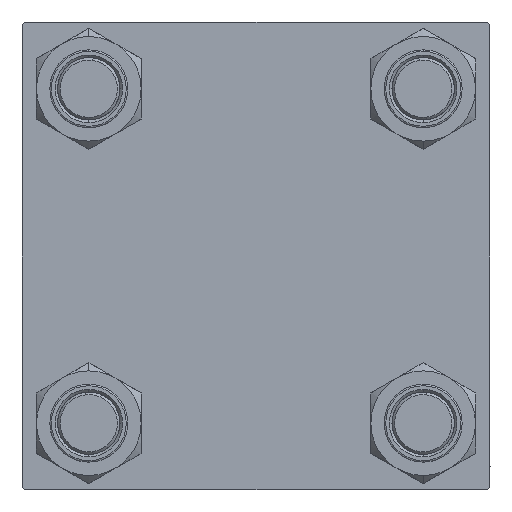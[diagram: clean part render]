
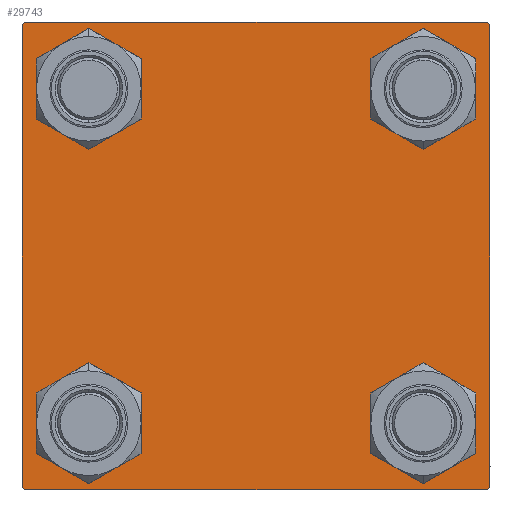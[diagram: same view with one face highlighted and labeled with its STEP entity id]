
A CAD part, left-side view. The second image highlights one B-rep face of the part: STEP entity #29743.
In plain terms, the highlighted planar face has unit normal (-1, 0, 0).
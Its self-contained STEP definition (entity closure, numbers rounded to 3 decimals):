
#269 = AXIS2_PLACEMENT_3D ( 'NONE', #2457, #15192, #25900 ) ;
#455 = CARTESIAN_POINT ( 'NONE',  ( 0., 32.15, 38.65 ) ) ;
#558 = EDGE_LOOP ( 'NONE', ( #40798, #42377, #49833, #41558, #8766, #24152, #37039, #12521 ) ) ;
#741 = CARTESIAN_POINT ( 'NONE',  ( 0., -32.15, 32.15 ) ) ;
#1551 = ORIENTED_EDGE ( 'NONE', *, *, #26805, .T. ) ;
#1613 = LINE ( 'NONE', #47970, #12422 ) ;
#1811 = EDGE_CURVE ( 'NONE', #22750, #13952, #48183, .T. ) ;
#2092 = DIRECTION ( 'NONE',  ( 1., 0., 0. ) ) ;
#2229 = EDGE_CURVE ( 'NONE', #37813, #3047, #37693, .T. ) ;
#2396 = CARTESIAN_POINT ( 'NONE',  ( 0., 44.75, -44.75 ) ) ;
#2457 = CARTESIAN_POINT ( 'NONE',  ( 0., 32.15, 32.15 ) ) ;
#2916 = CARTESIAN_POINT ( 'NONE',  ( 0., 32.15, 32.15 ) ) ;
#3047 = VERTEX_POINT ( 'NONE', #455 ) ;
#3617 = VECTOR ( 'NONE', #17945, 1000. ) ;
#3623 = VERTEX_POINT ( 'NONE', #23210 ) ;
#3694 = DIRECTION ( 'NONE',  ( -1., 0., 0. ) ) ;
#4081 = VERTEX_POINT ( 'NONE', #41211 ) ;
#4102 = CARTESIAN_POINT ( 'NONE',  ( 0., -32.15, -32.15 ) ) ;
#4170 = VERTEX_POINT ( 'NONE', #46280 ) ;
#4662 = EDGE_CURVE ( 'NONE', #4081, #27147, #1613, .T. ) ;
#4790 = DIRECTION ( 'NONE',  ( 0., -1., 0. ) ) ;
#4882 = DIRECTION ( 'NONE',  ( 0., -1., 0. ) ) ;
#5643 = EDGE_CURVE ( 'NONE', #4081, #13952, #33848, .T. ) ;
#6160 = CARTESIAN_POINT ( 'NONE',  ( 0., 32.15, -32.15 ) ) ;
#6491 = DIRECTION ( 'NONE',  ( 0., 0., 1. ) ) ;
#6954 = EDGE_LOOP ( 'NONE', ( #26010, #15116 ) ) ;
#7169 = ORIENTED_EDGE ( 'NONE', *, *, #35494, .T. ) ;
#7472 = EDGE_CURVE ( 'NONE', #22620, #15177, #32556, .T. ) ;
#7737 = DIRECTION ( 'NONE',  ( 1., 0., 0. ) ) ;
#7946 = DIRECTION ( 'NONE',  ( 1., 0., 0. ) ) ;
#8766 = ORIENTED_EDGE ( 'NONE', *, *, #4662, .F. ) ;
#9006 = CARTESIAN_POINT ( 'NONE',  ( 0., -44.5, 45. ) ) ;
#9089 = EDGE_CURVE ( 'NONE', #22616, #4170, #27220, .T. ) ;
#9309 = VERTEX_POINT ( 'NONE', #15285 ) ;
#9955 = EDGE_CURVE ( 'NONE', #3047, #37813, #41085, .T. ) ;
#10253 = DIRECTION ( 'NONE',  ( 1., 0., 0. ) ) ;
#10589 = PLANE ( 'NONE',  #43450 ) ;
#11353 = DIRECTION ( 'NONE',  ( 0., 0., 1. ) ) ;
#11668 = AXIS2_PLACEMENT_3D ( 'NONE', #741, #16285, #44038 ) ;
#12422 = VECTOR ( 'NONE', #40071, 1000. ) ;
#12521 = ORIENTED_EDGE ( 'NONE', *, *, #23235, .T. ) ;
#12569 = AXIS2_PLACEMENT_3D ( 'NONE', #4102, #43841, #47902 ) ;
#13116 = EDGE_CURVE ( 'NONE', #24379, #32339, #38718, .T. ) ;
#13952 = VERTEX_POINT ( 'NONE', #9006 ) ;
#14053 = CARTESIAN_POINT ( 'NONE',  ( 0., 44.5, 45. ) ) ;
#14118 = CIRCLE ( 'NONE', #11668, 6.5 ) ;
#14173 = CARTESIAN_POINT ( 'NONE',  ( 0., -32.15, -25.65 ) ) ;
#14757 = DIRECTION ( 'NONE',  ( 0., 0.707, 0.707 ) ) ;
#15001 = CARTESIAN_POINT ( 'NONE',  ( 0., 44.75, 44.75 ) ) ;
#15037 = EDGE_CURVE ( 'NONE', #4170, #22616, #16012, .T. ) ;
#15100 = DIRECTION ( 'NONE',  ( 0., 0., 1. ) ) ;
#15116 = ORIENTED_EDGE ( 'NONE', *, *, #15037, .T. ) ;
#15177 = VERTEX_POINT ( 'NONE', #27012 ) ;
#15178 = FACE_OUTER_BOUND ( 'NONE', #558, .T. ) ;
#15192 = DIRECTION ( 'NONE',  ( 1., 0., 0. ) ) ;
#15285 = CARTESIAN_POINT ( 'NONE',  ( 0., -32.15, 25.65 ) ) ;
#15447 = LINE ( 'NONE', #30725, #27659 ) ;
#15500 = VECTOR ( 'NONE', #23128, 1000. ) ;
#16012 = CIRCLE ( 'NONE', #42863, 6.5 ) ;
#16285 = DIRECTION ( 'NONE',  ( 1., 0., 0. ) ) ;
#16616 = CIRCLE ( 'NONE', #46716, 6.5 ) ;
#16806 = ORIENTED_EDGE ( 'NONE', *, *, #2229, .T. ) ;
#17945 = DIRECTION ( 'NONE',  ( 0., -0.707, -0.707 ) ) ;
#18157 = CARTESIAN_POINT ( 'NONE',  ( 0., -32.15, 32.15 ) ) ;
#18283 = EDGE_LOOP ( 'NONE', ( #37213, #16806 ) ) ;
#18326 = CARTESIAN_POINT ( 'NONE',  ( 0., -32.15, 38.65 ) ) ;
#18621 = VERTEX_POINT ( 'NONE', #18326 ) ;
#18807 = LINE ( 'NONE', #15001, #15500 ) ;
#19116 = AXIS2_PLACEMENT_3D ( 'NONE', #2916, #33502, #6491 ) ;
#21381 = EDGE_LOOP ( 'NONE', ( #35077, #1551 ) ) ;
#21462 = ORIENTED_EDGE ( 'NONE', *, *, #26468, .T. ) ;
#22616 = VERTEX_POINT ( 'NONE', #14173 ) ;
#22620 = VERTEX_POINT ( 'NONE', #22815 ) ;
#22750 = VERTEX_POINT ( 'NONE', #14053 ) ;
#22815 = CARTESIAN_POINT ( 'NONE',  ( 0., 44.5, -45. ) ) ;
#23128 = DIRECTION ( 'NONE',  ( 0., 0.707, -0.707 ) ) ;
#23210 = CARTESIAN_POINT ( 'NONE',  ( 0., 32.15, -25.65 ) ) ;
#23235 = EDGE_CURVE ( 'NONE', #22750, #24379, #18807, .T. ) ;
#23265 = CARTESIAN_POINT ( 'NONE',  ( 0., 45., 44.5 ) ) ;
#23387 = EDGE_CURVE ( 'NONE', #15177, #27147, #15447, .T. ) ;
#23497 = DIRECTION ( 'NONE',  ( 0., 0., 1. ) ) ;
#24152 = ORIENTED_EDGE ( 'NONE', *, *, #5643, .T. ) ;
#24379 = VERTEX_POINT ( 'NONE', #23265 ) ;
#25283 = DIRECTION ( 'NONE',  ( 0., 0., 1. ) ) ;
#25900 = DIRECTION ( 'NONE',  ( 0., 0., 1. ) ) ;
#26010 = ORIENTED_EDGE ( 'NONE', *, *, #9089, .T. ) ;
#26251 = AXIS2_PLACEMENT_3D ( 'NONE', #42659, #7737, #33877 ) ;
#26289 = CIRCLE ( 'NONE', #26251, 6.5 ) ;
#26377 = FACE_BOUND ( 'NONE', #6954, .T. ) ;
#26468 = EDGE_CURVE ( 'NONE', #49732, #3623, #26289, .T. ) ;
#26805 = EDGE_CURVE ( 'NONE', #9309, #18621, #14118, .T. ) ;
#26954 = CARTESIAN_POINT ( 'NONE',  ( 0., 32.15, 25.65 ) ) ;
#27012 = CARTESIAN_POINT ( 'NONE',  ( 0., -44.5, -45. ) ) ;
#27147 = VERTEX_POINT ( 'NONE', #40698 ) ;
#27220 = CIRCLE ( 'NONE', #12569, 6.5 ) ;
#27659 = VECTOR ( 'NONE', #34794, 1000. ) ;
#29331 = EDGE_CURVE ( 'NONE', #18621, #9309, #16616, .T. ) ;
#29743 = ADVANCED_FACE ( 'NONE', ( #46252, #26377, #45497, #30711, #15178 ), #10589, .T. ) ;
#30614 = VECTOR ( 'NONE', #35390, 1000. ) ;
#30711 = FACE_BOUND ( 'NONE', #18283, .T. ) ;
#30725 = CARTESIAN_POINT ( 'NONE',  ( 0., -44.75, -44.75 ) ) ;
#32339 = VERTEX_POINT ( 'NONE', #35680 ) ;
#32401 = CARTESIAN_POINT ( 'NONE',  ( 0., -32.15, -32.15 ) ) ;
#32556 = LINE ( 'NONE', #39699, #34491 ) ;
#33502 = DIRECTION ( 'NONE',  ( 1., 0., 0. ) ) ;
#33648 = EDGE_CURVE ( 'NONE', #32339, #22620, #45447, .T. ) ;
#33803 = CIRCLE ( 'NONE', #41915, 6.5 ) ;
#33848 = LINE ( 'NONE', #45576, #40942 ) ;
#33877 = DIRECTION ( 'NONE',  ( 0., 0., 1. ) ) ;
#34491 = VECTOR ( 'NONE', #4790, 1000. ) ;
#34794 = DIRECTION ( 'NONE',  ( 0., -0.707, 0.707 ) ) ;
#35077 = ORIENTED_EDGE ( 'NONE', *, *, #29331, .T. ) ;
#35390 = DIRECTION ( 'NONE',  ( 0., 0., -1. ) ) ;
#35494 = EDGE_CURVE ( 'NONE', #3623, #49732, #33803, .T. ) ;
#35680 = CARTESIAN_POINT ( 'NONE',  ( 0., 45., -44.5 ) ) ;
#37039 = ORIENTED_EDGE ( 'NONE', *, *, #1811, .F. ) ;
#37213 = ORIENTED_EDGE ( 'NONE', *, *, #9955, .T. ) ;
#37546 = CARTESIAN_POINT ( 'NONE',  ( 0., 32.15, -38.65 ) ) ;
#37693 = CIRCLE ( 'NONE', #269, 6.5 ) ;
#37813 = VERTEX_POINT ( 'NONE', #26954 ) ;
#38341 = CARTESIAN_POINT ( 'NONE',  ( 0., 0., 0. ) ) ;
#38718 = LINE ( 'NONE', #42803, #30614 ) ;
#39699 = CARTESIAN_POINT ( 'NONE',  ( 0., 45., -45. ) ) ;
#40037 = CARTESIAN_POINT ( 'NONE',  ( 0., 45., 45. ) ) ;
#40071 = DIRECTION ( 'NONE',  ( 0., 0., -1. ) ) ;
#40698 = CARTESIAN_POINT ( 'NONE',  ( 0., -45., -44.5 ) ) ;
#40798 = ORIENTED_EDGE ( 'NONE', *, *, #13116, .T. ) ;
#40942 = VECTOR ( 'NONE', #14757, 1000. ) ;
#41085 = CIRCLE ( 'NONE', #19116, 6.5 ) ;
#41211 = CARTESIAN_POINT ( 'NONE',  ( 0., -45., 44.5 ) ) ;
#41558 = ORIENTED_EDGE ( 'NONE', *, *, #23387, .T. ) ;
#41915 = AXIS2_PLACEMENT_3D ( 'NONE', #6160, #2092, #25283 ) ;
#42377 = ORIENTED_EDGE ( 'NONE', *, *, #33648, .T. ) ;
#42659 = CARTESIAN_POINT ( 'NONE',  ( 0., 32.15, -32.15 ) ) ;
#42803 = CARTESIAN_POINT ( 'NONE',  ( 0., 45., 45. ) ) ;
#42863 = AXIS2_PLACEMENT_3D ( 'NONE', #32401, #7946, #23497 ) ;
#43196 = EDGE_LOOP ( 'NONE', ( #7169, #21462 ) ) ;
#43450 = AXIS2_PLACEMENT_3D ( 'NONE', #38341, #3694, #11353 ) ;
#43841 = DIRECTION ( 'NONE',  ( 1., 0., 0. ) ) ;
#44038 = DIRECTION ( 'NONE',  ( 0., 0., 1. ) ) ;
#45447 = LINE ( 'NONE', #2396, #3617 ) ;
#45497 = FACE_BOUND ( 'NONE', #43196, .T. ) ;
#45576 = CARTESIAN_POINT ( 'NONE',  ( 0., -44.75, 44.75 ) ) ;
#46252 = FACE_BOUND ( 'NONE', #21381, .T. ) ;
#46280 = CARTESIAN_POINT ( 'NONE',  ( 0., -32.15, -38.65 ) ) ;
#46639 = VECTOR ( 'NONE', #4882, 1000. ) ;
#46716 = AXIS2_PLACEMENT_3D ( 'NONE', #18157, #10253, #15100 ) ;
#47902 = DIRECTION ( 'NONE',  ( 0., 0., 1. ) ) ;
#47970 = CARTESIAN_POINT ( 'NONE',  ( 0., -45., 45. ) ) ;
#48183 = LINE ( 'NONE', #40037, #46639 ) ;
#49732 = VERTEX_POINT ( 'NONE', #37546 ) ;
#49833 = ORIENTED_EDGE ( 'NONE', *, *, #7472, .T. ) ;
